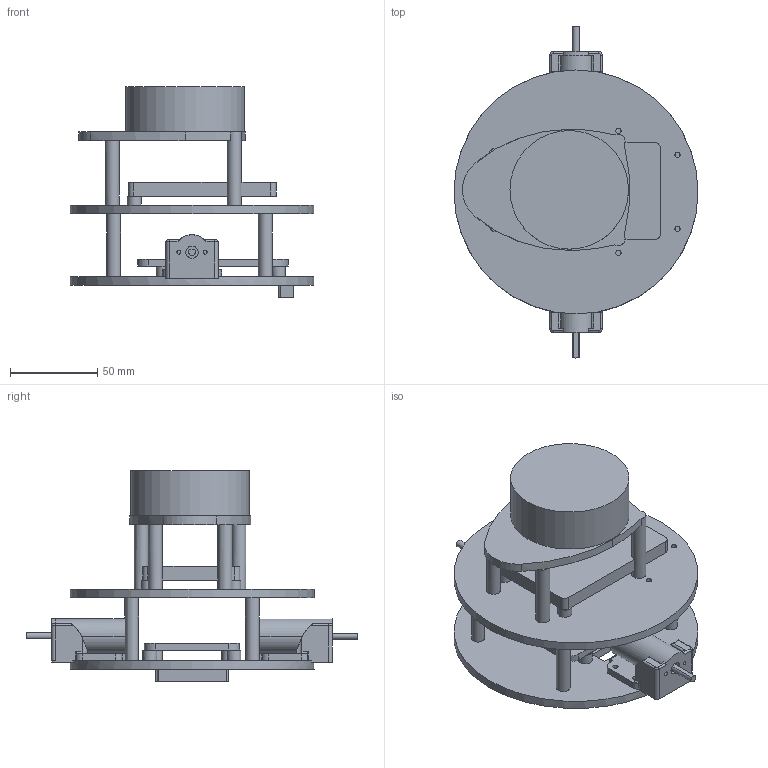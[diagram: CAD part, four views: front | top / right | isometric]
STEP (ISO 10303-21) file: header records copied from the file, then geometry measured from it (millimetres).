
FILE_DESCRIPTION(/* description */ (''),/* implementation_level */ '2;1');
FILE_NAME(/* name */ 'Part8_ipt_a4aa765c.STEP',/* time_stamp */ '2023-05-04T16:41:07-05:00',/* author */ ('AdminForWorker'),/* organization */ (''),/* preprocessor_version */ 'ST-DEVELOPER v18.1',/* originating_system */ 'Autodesk Inventor 2021',/* authorisation */ '');
FILE_SCHEMA (('AUTOMOTIVE_DESIGN { 1 0 10303 214 3 1 1 }'));
Length unit declared in the file: metre
Products named in the file (1): Part8
Bounding box: 140 x 190.5 x 121 mm (x, y, z)
Volume: 393407.4 mm3; surface area: 126061.3 mm2
Topology: 1 solids, 1 shells, 249 faces, 682 edges, 440 vertices
Faces by surface type: plane 135, cylinder 110, bspline 4
Full cylindrical faces by diameter (mm): 2.3 x4, 2.75 x3, 2.828 x4, 3 x17, 7 x2, 7.304 x1, 8 x13, 68.041 x1, 140 x2
Entity records: 8191 total; most frequent: DIRECTION 1467, CARTESIAN_POINT 1460, ORIENTED_EDGE 1364, EDGE_CURVE 682, AXIS2_PLACEMENT_3D 547, VERTEX_POINT 440, LINE 373, VECTOR 373
